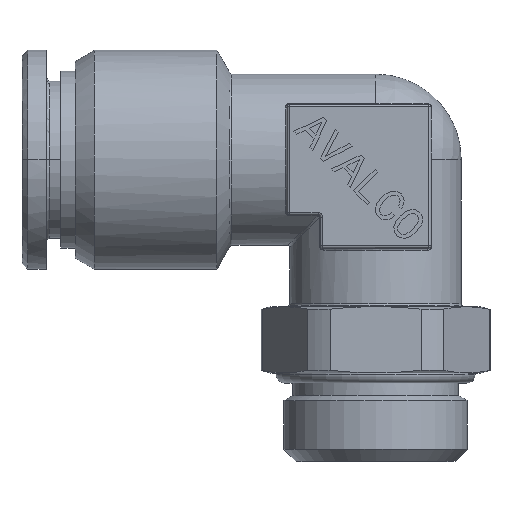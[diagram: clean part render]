
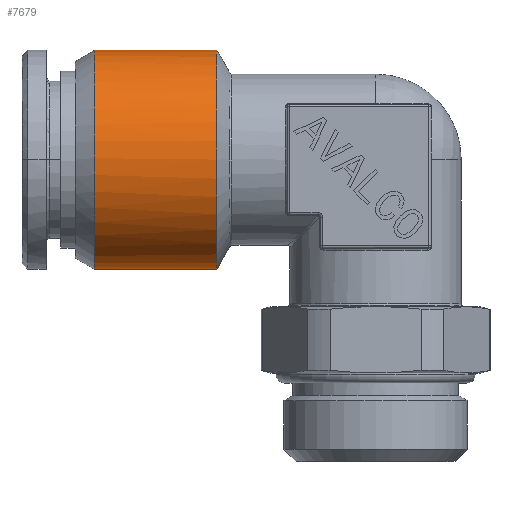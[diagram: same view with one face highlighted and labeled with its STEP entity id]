
A CAD part, top view. The second image highlights one B-rep face of the part: STEP entity #7679.
In plain terms, the highlighted cylindrical face has radius 9.9 mm (diameter 19.8 mm), a partial arc.
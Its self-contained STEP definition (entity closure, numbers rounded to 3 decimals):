
#7440=CARTESIAN_POINT('Vertex',(-14.365,9.9,0.)) ;
#7447=CARTESIAN_POINT('Vertex',(-14.365,-9.9,0.)) ;
#7468=CARTESIAN_POINT('Axis2P3D Location',(-14.365,0.,0.)) ;
#7625=CARTESIAN_POINT('Line Origine',(-27.842,-9.9,0.)) ;
#7629=CARTESIAN_POINT('Vertex',(-25.461,-9.9,0.)) ;
#7636=CARTESIAN_POINT('Vertex',(-25.461,9.9,0.)) ;
#7639=CARTESIAN_POINT('Line Origine',(-27.842,9.9,0.)) ;
#7651=CARTESIAN_POINT('Axis2P3D Location',(-27.842,0.,0.)) ;
#7657=CARTESIAN_POINT('Control Point',(-25.461,9.9,0.)) ;
#7658=CARTESIAN_POINT('Control Point',(-25.461,9.9,1.555)) ;
#7659=CARTESIAN_POINT('Control Point',(-25.461,9.595,3.11)) ;
#7660=CARTESIAN_POINT('Control Point',(-25.461,8.984,4.585)) ;
#7661=CARTESIAN_POINT('Control Point',(-25.461,7.216,7.216)) ;
#7662=CARTESIAN_POINT('Control Point',(-25.461,4.585,8.984)) ;
#7663=CARTESIAN_POINT('Control Point',(-25.461,3.11,9.595)) ;
#7664=CARTESIAN_POINT('Control Point',(-25.461,0.,10.205)) ;
#7665=CARTESIAN_POINT('Control Point',(-25.461,-3.11,9.595)) ;
#7666=CARTESIAN_POINT('Control Point',(-25.461,-4.585,8.984)) ;
#7667=CARTESIAN_POINT('Control Point',(-25.461,-7.216,7.216)) ;
#7668=CARTESIAN_POINT('Control Point',(-25.461,-8.984,4.585)) ;
#7669=CARTESIAN_POINT('Control Point',(-25.461,-9.595,3.11)) ;
#7670=CARTESIAN_POINT('Control Point',(-25.461,-9.9,1.555)) ;
#7671=CARTESIAN_POINT('Control Point',(-25.461,-9.9,0.)) ;
#7469=DIRECTION('Axis2P3D Direction',(-1.,0.,0.)) ;
#7626=DIRECTION('Vector Direction',(1.,0.,0.)) ;
#7640=DIRECTION('Vector Direction',(1.,0.,0.)) ;
#7652=DIRECTION('Axis2P3D Direction',(1.,0.,0.)) ;
#7653=DIRECTION('Axis2P3D XDirection',(0.,1.,0.)) ;
#7470=AXIS2_PLACEMENT_3D('Circle Axis2P3D',#7468,#7469,$) ;
#7654=AXIS2_PLACEMENT_3D('Cylinder Axis2P3D',#7651,#7652,#7653) ;
#7674=ORIENTED_EDGE('',*,*,#7643,.F.) ;
#7675=ORIENTED_EDGE('',*,*,#7672,.T.) ;
#7676=ORIENTED_EDGE('',*,*,#7631,.T.) ;
#7677=ORIENTED_EDGE('',*,*,#7472,.F.) ;
#7627=VECTOR('Line Direction',#7626,1.) ;
#7641=VECTOR('Line Direction',#7640,1.) ;
#7679=ADVANCED_FACE('PR507B-12G38',(#7678),#7655,.T.) ;
#7656=B_SPLINE_CURVE_WITH_KNOTS('',5,(#7657,#7658,#7659,#7660,#7661,#7662,#7663,#7664,#7665,#7666,#7667,#7668,#7669,#7670,#7671),.UNSPECIFIED.,.F.,.U.,(6,3,3,3,6),(-15.551,-7.775,0.,7.775,15.551),.UNSPECIFIED.) ;
#7471=CIRCLE('generated circle',#7470,9.9) ;
#7655=CYLINDRICAL_SURFACE('generated cylinder',#7654,9.9) ;
#7472=EDGE_CURVE('',#7441,#7448,#7471,.F.) ;
#7631=EDGE_CURVE('',#7630,#7448,#7628,.T.) ;
#7643=EDGE_CURVE('',#7637,#7441,#7642,.T.) ;
#7672=EDGE_CURVE('',#7637,#7630,#7656,.T.) ;
#7673=EDGE_LOOP('',(#7674,#7675,#7676,#7677)) ;
#7678=FACE_OUTER_BOUND('',#7673,.T.) ;
#7628=LINE('Line',#7625,#7627) ;
#7642=LINE('Line',#7639,#7641) ;
#7441=VERTEX_POINT('',#7440) ;
#7448=VERTEX_POINT('',#7447) ;
#7630=VERTEX_POINT('',#7629) ;
#7637=VERTEX_POINT('',#7636) ;
